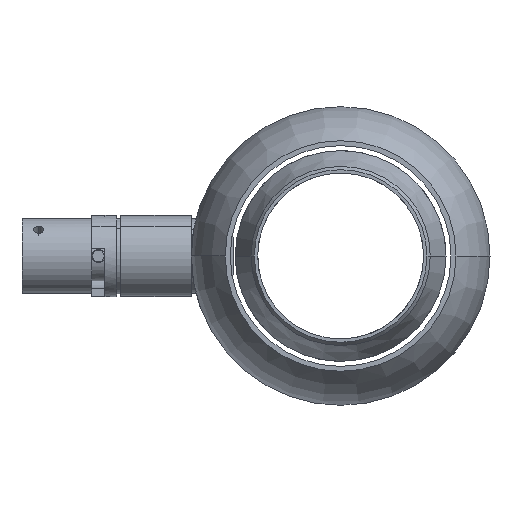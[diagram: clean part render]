
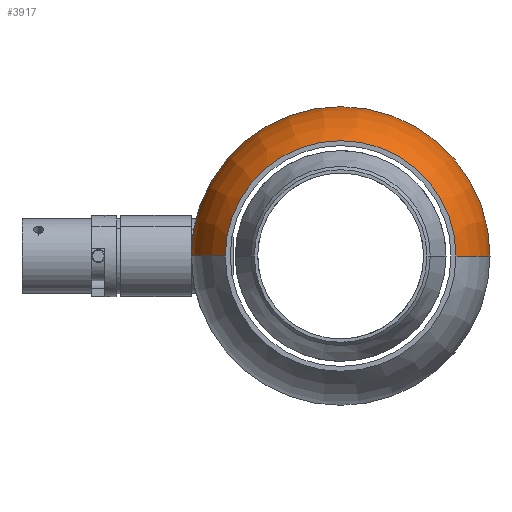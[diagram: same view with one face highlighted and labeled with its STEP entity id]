
A CAD part, left-side view. The second image highlights one B-rep face of the part: STEP entity #3917.
In plain terms, the highlighted toroidal (fillet/blend) face has major radius 9.151 mm and minor radius 80.945 mm.
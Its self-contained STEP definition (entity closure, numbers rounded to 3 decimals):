
#225 = DIRECTION ( 'NONE',  ( 0., -1., 0. ) ) ;
#431 = CIRCLE ( 'NONE', #3902, 80.945 ) ;
#751 = CARTESIAN_POINT ( 'NONE',  ( -37.555, -9.151, 0. ) ) ;
#968 = ORIENTED_EDGE ( 'NONE', *, *, #1869, .T. ) ;
#1120 = CARTESIAN_POINT ( 'NONE',  ( -41.5, -90., 0. ) ) ;
#1127 = AXIS2_PLACEMENT_3D ( 'NONE', #5933, #5990, #5866 ) ;
#1211 = DIRECTION ( 'NONE',  ( 0., 0., -1. ) ) ;
#1234 = CARTESIAN_POINT ( 'NONE',  ( -41.5, 90., 0. ) ) ;
#1243 = EDGE_LOOP ( 'NONE', ( #968, #5685, #5009, #1841 ) ) ;
#1336 = CIRCLE ( 'NONE', #3415, 69.5 ) ;
#1687 = CARTESIAN_POINT ( 'NONE',  ( -91.5, 0., 0. ) ) ;
#1841 = ORIENTED_EDGE ( 'NONE', *, *, #5274, .F. ) ;
#1869 = EDGE_CURVE ( 'NONE', #5600, #5638, #5778, .T. ) ;
#2066 = DIRECTION ( 'NONE',  ( -1., 0., 0. ) ) ;
#2232 = DIRECTION ( 'NONE',  ( -1., 0., 0. ) ) ;
#2436 = EDGE_CURVE ( 'NONE', #5638, #2471, #2600, .T. ) ;
#2471 = VERTEX_POINT ( 'NONE', #3547 ) ;
#2600 = CIRCLE ( 'NONE', #5646, 80.945 ) ;
#2748 = CARTESIAN_POINT ( 'NONE',  ( -37.555, 9.151, 0. ) ) ;
#3003 = CARTESIAN_POINT ( 'NONE',  ( -91.5, -69.5, 0. ) ) ;
#3415 = AXIS2_PLACEMENT_3D ( 'NONE', #1687, #4489, #225 ) ;
#3547 = CARTESIAN_POINT ( 'NONE',  ( -91.5, 69.5, 0. ) ) ;
#3902 = AXIS2_PLACEMENT_3D ( 'NONE', #751, #1211, #2232 ) ;
#3917 = ADVANCED_FACE ( 'NONE', ( #5140 ), #5401, .T. ) ;
#3960 = EDGE_CURVE ( 'NONE', #5478, #2471, #1336, .T. ) ;
#4087 = AXIS2_PLACEMENT_3D ( 'NONE', #5223, #2066, #5322 ) ;
#4489 = DIRECTION ( 'NONE',  ( -1., 0., 0. ) ) ;
#5009 = ORIENTED_EDGE ( 'NONE', *, *, #3960, .F. ) ;
#5140 = FACE_OUTER_BOUND ( 'NONE', #1243, .T. ) ;
#5223 = CARTESIAN_POINT ( 'NONE',  ( -41.5, 0., 0. ) ) ;
#5274 = EDGE_CURVE ( 'NONE', #5600, #5478, #431, .T. ) ;
#5322 = DIRECTION ( 'NONE',  ( 0., -1., 0. ) ) ;
#5401 = TOROIDAL_SURFACE ( 'NONE', #1127, 9.151, 80.945 ) ;
#5478 = VERTEX_POINT ( 'NONE', #3003 ) ;
#5522 = DIRECTION ( 'NONE',  ( 0., -1., 0. ) ) ;
#5600 = VERTEX_POINT ( 'NONE', #1120 ) ;
#5638 = VERTEX_POINT ( 'NONE', #1234 ) ;
#5646 = AXIS2_PLACEMENT_3D ( 'NONE', #2748, #5895, #5522 ) ;
#5685 = ORIENTED_EDGE ( 'NONE', *, *, #2436, .T. ) ;
#5778 = CIRCLE ( 'NONE', #4087, 90. ) ;
#5866 = DIRECTION ( 'NONE',  ( 0., -1., 0. ) ) ;
#5895 = DIRECTION ( 'NONE',  ( 0., 0., 1. ) ) ;
#5933 = CARTESIAN_POINT ( 'NONE',  ( -37.555, 0., 0. ) ) ;
#5990 = DIRECTION ( 'NONE',  ( -1., 0., 0. ) ) ;
